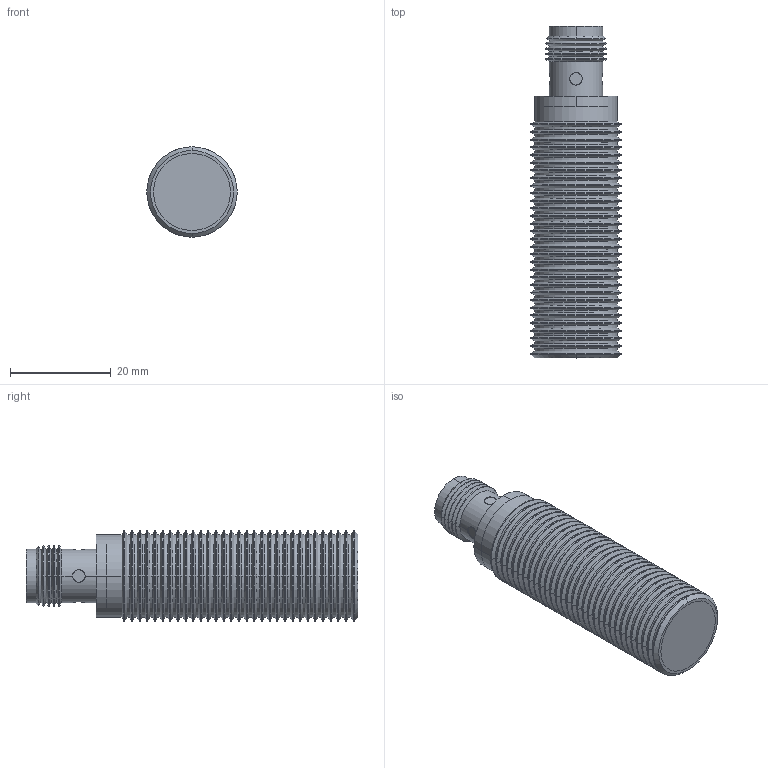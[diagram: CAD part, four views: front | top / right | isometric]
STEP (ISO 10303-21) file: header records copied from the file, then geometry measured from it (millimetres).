
FILE_DESCRIPTION(('STEP AP214'),'1');
FILE_NAME('cctmp_41C2F74F-C710-4A91-B4E7-BDF30B516AA6_2022_07_22_10_33_07_0618..stp','2022-07-22T08:33:07',('Pepperl+Fuchs GmbH'),('CADClick - www.CADClick.com'),'Spatial InterOp 3D',' ','unknown authorization');
FILE_SCHEMA(('AUTOMOTIVE_DESIGN'));
Length unit declared in the file: millimetre
Products named in the file (6): cc_unnamed; NBB8-18GM50-A2-V1_4; NBB8-18GM50-A2-V1_3; NBB8-18GM50-A2-V1_2; NBB8-18GM50-A2-V1_1; NBB8-18GM50-A2-V1
Assembly tree (5 placements, depth 2):
  cc_unnamed
    NBB8-18GM50-A2-V1_4
    NBB8-18GM50-A2-V1_3
    NBB8-18GM50-A2-V1_2
    NBB8-18GM50-A2-V1_1
    NBB8-18GM50-A2-V1
Bounding box: 18 x 66.01 x 18 mm (x, y, z)
Volume: 13645.5 mm3; surface area: 9435.3 mm2
Topology: 8 solids, 8 shells, 390 faces, 830 edges, 454 vertices
Faces by surface type: cylinder 187, cone 158, plane 37, sphere 8
Entity records: 13781 total; most frequent: DIRECTION 2016, CARTESIAN_POINT 1944, ORIENTED_EDGE 1628, AXIS2_PLACEMENT_3D 830, EDGE_CURVE 814, VERTEX_POINT 454, CIRCLE 434, EDGE_LOOP 414
